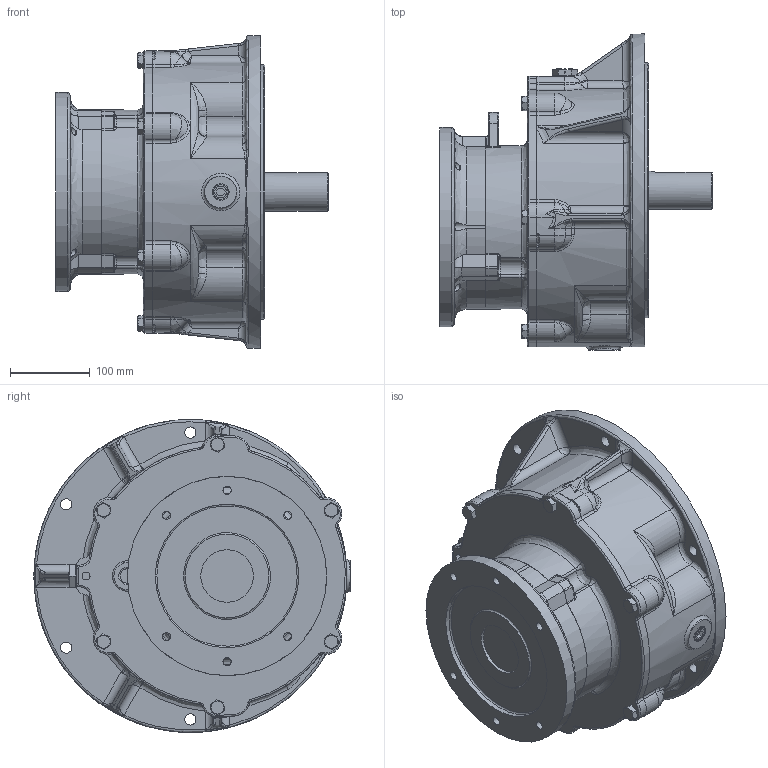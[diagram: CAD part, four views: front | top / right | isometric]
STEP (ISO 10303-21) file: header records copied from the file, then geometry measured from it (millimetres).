
FILE_DESCRIPTION (( 'STEP AP214' ), '1' );
FILE_NAME ('FN_FVI_3.7_R30.stp', '2022-06-23T00:22:40', ( 'Windows 餌辨濠' ), ( '' ), 'SwSTEP 2.0', 'SolidWorks 2021', '' );
FILE_SCHEMA (( 'AUTOMOTIVE_DESIGN' ));
Length unit declared in the file: millimetre
Products named in the file (1): FN_FVI_3.7_R30
Bounding box: 342 x 397 x 393 mm (x, y, z)
Volume: 16702325.9 mm3; surface area: 880202.9 mm2
Topology: 13 solids, 14 shells, 841 faces, 2028 edges, 1195 vertices
Faces by surface type: bspline 360, cylinder 244, plane 180, cone 57
Full cylindrical faces by diameter (mm): 1.5 x1, 6.8 x3, 8.376 x6, 9 x3, 10 x8, 10.2 x6, 12 x6, 14 x6, 14.95 x2, 18 x2, 26 x1, 48 x1, 50 x1, 54.8 x1, 66 x1, 68 x1, 72 x2, 180 x1, 250 x1, 270 x1, 302 x1, 307 x1, 320 x1, 393 x1
Entity records: 45880 total; most frequent: CARTESIAN_POINT 29484, ORIENTED_EDGE 3604, DIRECTION 2849, EDGE_CURVE 1802, AXIS2_PLACEMENT_3D 1198, VERTEX_POINT 1145, EDGE_LOOP 1049, FACE_OUTER_BOUND 922
